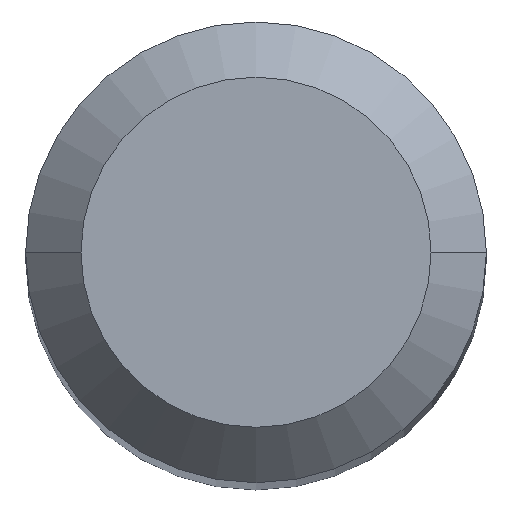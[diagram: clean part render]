
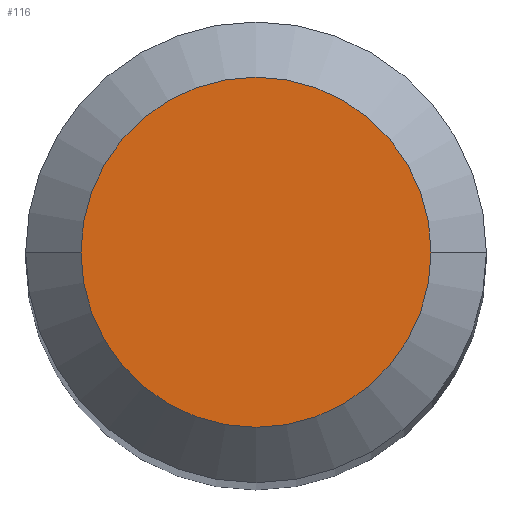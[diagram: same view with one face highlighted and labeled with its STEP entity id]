
A CAD part, top view. The second image highlights one B-rep face of the part: STEP entity #116.
In plain terms, the highlighted planar face has unit normal (0, 0, 1).
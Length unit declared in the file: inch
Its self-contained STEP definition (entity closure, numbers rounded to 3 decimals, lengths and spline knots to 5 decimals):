
#4 = DIRECTION ( 'NONE',  ( 1., 0., 0. ) ) ;
#29 = AXIS2_PLACEMENT_3D ( 'NONE', #423, #33, #4 ) ;
#33 = DIRECTION ( 'NONE',  ( 0., 0., 1. ) ) ;
#47 = EDGE_LOOP ( 'NONE', ( #391, #144 ) ) ;
#52 = VERTEX_POINT ( 'NONE', #117 ) ;
#63 = CIRCLE ( 'NONE', #29, 0.0475 ) ;
#77 = CIRCLE ( 'NONE', #186, 0.0475 ) ;
#92 = FACE_OUTER_BOUND ( 'NONE', #47, .T. ) ;
#116 = ADVANCED_FACE ( 'NONE', ( #92 ), #125, .F. ) ;
#117 = CARTESIAN_POINT ( 'NONE',  ( 0.0475, 0., 0. ) ) ;
#122 = DIRECTION ( 'NONE',  ( 1., 0., 0. ) ) ;
#125 = PLANE ( 'NONE',  #403 ) ;
#134 = EDGE_CURVE ( 'NONE', #300, #52, #63, .T. ) ;
#144 = ORIENTED_EDGE ( 'NONE', *, *, #411, .T. ) ;
#186 = AXIS2_PLACEMENT_3D ( 'NONE', #290, #433, #122 ) ;
#267 = DIRECTION ( 'NONE',  ( 0., 0., -1. ) ) ;
#270 = DIRECTION ( 'NONE',  ( -1., 0., 0. ) ) ;
#290 = CARTESIAN_POINT ( 'NONE',  ( 0., 0., 0. ) ) ;
#300 = VERTEX_POINT ( 'NONE', #406 ) ;
#391 = ORIENTED_EDGE ( 'NONE', *, *, #134, .T. ) ;
#403 = AXIS2_PLACEMENT_3D ( 'NONE', #454, #267, #270 ) ;
#406 = CARTESIAN_POINT ( 'NONE',  ( -0.0475, 0., 0. ) ) ;
#411 = EDGE_CURVE ( 'NONE', #52, #300, #77, .T. ) ;
#423 = CARTESIAN_POINT ( 'NONE',  ( 0., 0., 0. ) ) ;
#433 = DIRECTION ( 'NONE',  ( 0., 0., 1. ) ) ;
#454 = CARTESIAN_POINT ( 'NONE',  ( 0., 0.0475, 0. ) ) ;
